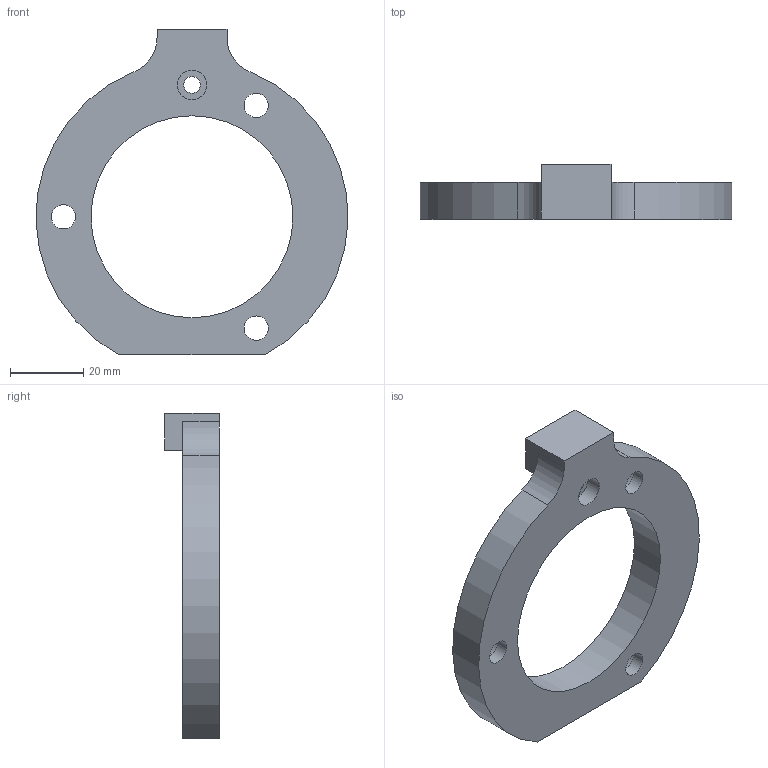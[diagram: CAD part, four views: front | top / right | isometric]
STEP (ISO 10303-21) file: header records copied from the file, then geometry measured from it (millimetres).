
FILE_DESCRIPTION(/* description */ (''),/* implementation_level */ '2;1');
FILE_NAME(/* name */ 'Needle cam base.step',/* time_stamp */ '2023-10-20T11:41:48+09:00',/* author */ (''),/* organization */ (''),/* preprocessor_version */ 'ST-DEVELOPER v20',/* originating_system */ 'Autodesk Translation Framework v12.9.0.99',/* authorisation */ '');
FILE_SCHEMA (('AUTOMOTIVE_DESIGN { 1 0 10303 214 3 1 1 }'));
Length unit declared in the file: millimetre
Products named in the file (1): Needle cam base
Bounding box: 84.95 x 14.92 x 88.5 mm (x, y, z)
Volume: 31924.3 mm3; surface area: 12363.5 mm2
Topology: 1 solids, 1 shells, 25 faces, 57 edges, 38 vertices
Faces by surface type: cylinder 13, plane 12
Full cylindrical faces by diameter (mm): 4.5 x1, 6.6 x3, 8 x1, 11 x3, 55 x1
Entity records: 770 total; most frequent: DIRECTION 135, CARTESIAN_POINT 121, ORIENTED_EDGE 114, EDGE_CURVE 57, AXIS2_PLACEMENT_3D 52, EDGE_LOOP 39, VERTEX_POINT 38, LINE 31
